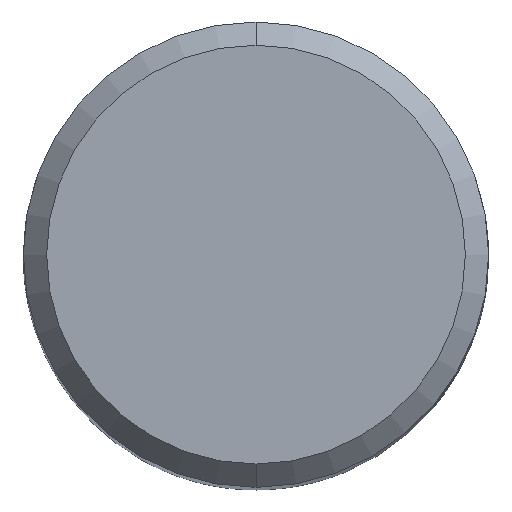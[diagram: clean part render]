
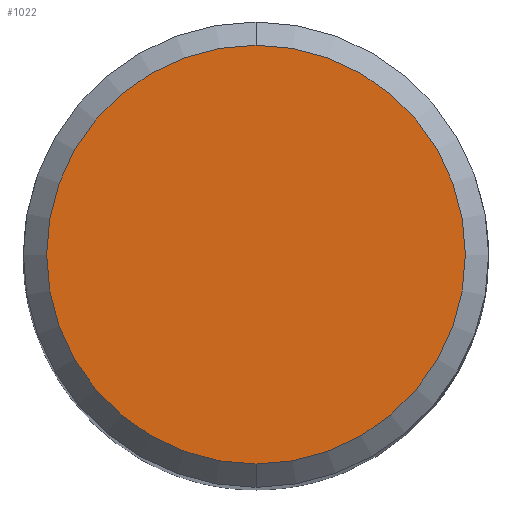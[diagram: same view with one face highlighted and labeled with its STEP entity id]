
A CAD part, top view. The second image highlights one B-rep face of the part: STEP entity #1022.
In plain terms, the highlighted planar face has unit normal (0, 0, 1).
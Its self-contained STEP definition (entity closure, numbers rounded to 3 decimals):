
#694=VERTEX_POINT('',#1508);
#728=EDGE_CURVE('',#922,#694,#1544,.T.);
#922=VERTEX_POINT('',#1757);
#964=EDGE_CURVE('',#694,#922,#1800,.T.);
#1022=ADVANCED_FACE('',(#1861),#1862,.T.);
#1508=CARTESIAN_POINT('',(0.0,7.2,0.0));
#1544=CIRCLE('',#4124,7.2);
#1757=CARTESIAN_POINT('',(0.,-7.2,0.0));
#1800=CIRCLE('',#5274,7.2);
#1861=FACE_OUTER_BOUND('',#5563,.T.);
#1862=PLANE('',#5564);
#4124=AXIS2_PLACEMENT_3D('',#7492,#7493,#7494);
#5274=AXIS2_PLACEMENT_3D('',#7738,#7739,#7740);
#5563=EDGE_LOOP('',(#7802,#7803));
#5564=AXIS2_PLACEMENT_3D('',#7804,#7805,#7806);
#7492=CARTESIAN_POINT('',(0.0,0.0,0.0));
#7493=DIRECTION('',(0.0,0.0,-1.0));
#7494=DIRECTION('',(0.0,1.0,0.0));
#7738=CARTESIAN_POINT('',(0.0,0.0,0.0));
#7739=DIRECTION('',(0.0,0.0,-1.0));
#7740=DIRECTION('',(0.0,1.0,0.0));
#7802=ORIENTED_EDGE('',*,*,#964,.F.);
#7803=ORIENTED_EDGE('',*,*,#728,.F.);
#7804=CARTESIAN_POINT('',(0.0,3.6,0.0));
#7805=DIRECTION('',(-0.0,0.0,1.0));
#7806=DIRECTION('',(0.0,-1.0,0.0));
